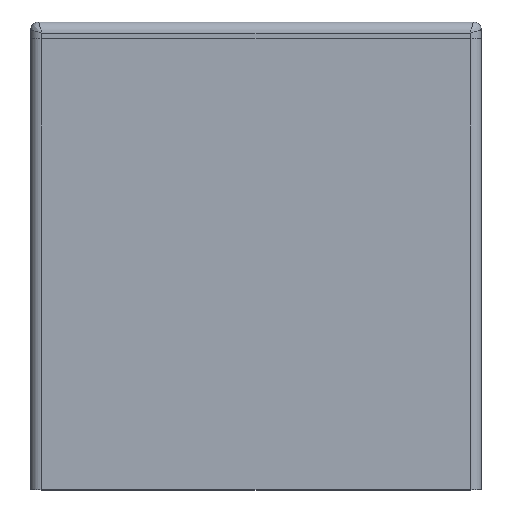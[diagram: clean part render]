
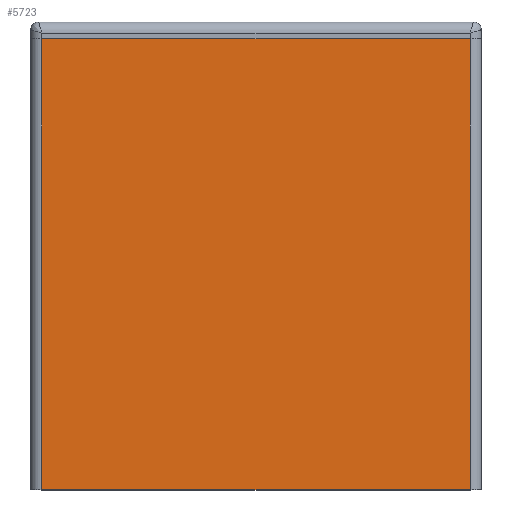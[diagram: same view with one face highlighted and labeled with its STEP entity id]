
A CAD part, top view. The second image highlights one B-rep face of the part: STEP entity #5723.
In plain terms, the highlighted planar face has unit normal (0, 0, 1).
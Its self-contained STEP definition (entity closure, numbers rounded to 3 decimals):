
#208=PLANE('',#6224);
#400=FACE_OUTER_BOUND('',#750,.T.);
#750=EDGE_LOOP('',(#4351,#4352,#4353,#4354));
#1206=LINE('',#9102,#1738);
#1207=LINE('',#9106,#1739);
#1208=LINE('',#9108,#1740);
#1209=LINE('',#9109,#1741);
#1738=VECTOR('',#7270,101.6);
#1739=VECTOR('',#7275,96.52);
#1740=VECTOR('',#7276,101.6);
#1741=VECTOR('',#7277,96.52);
#2619=VERTEX_POINT('',#9099);
#2620=VERTEX_POINT('',#9101);
#2621=VERTEX_POINT('',#9105);
#2622=VERTEX_POINT('',#9107);
#3260=EDGE_CURVE('',#2620,#2619,#1206,.F.);
#3262=EDGE_CURVE('',#2621,#2619,#1207,.T.);
#3263=EDGE_CURVE('',#2621,#2622,#1208,.T.);
#3264=EDGE_CURVE('',#2622,#2620,#1209,.T.);
#4351=ORIENTED_EDGE('',*,*,#3262,.F.);
#4352=ORIENTED_EDGE('',*,*,#3263,.T.);
#4353=ORIENTED_EDGE('',*,*,#3264,.T.);
#4354=ORIENTED_EDGE('',*,*,#3260,.T.);
#5723=ADVANCED_FACE('',(#400),#208,.F.);
#6224=AXIS2_PLACEMENT_3D('',#9104,#7273,#7274);
#7270=DIRECTION('',(0.,-1.,0.));
#7273=DIRECTION('center_axis',(0.,0.,-1.));
#7274=DIRECTION('ref_axis',(-1.,0.,0.));
#7275=DIRECTION('',(1.,0.,0.));
#7276=DIRECTION('',(0.,-1.,0.));
#7277=DIRECTION('',(1.,0.,0.));
#9099=CARTESIAN_POINT('',(99.06,101.6,63.5));
#9101=CARTESIAN_POINT('',(99.06,0.,63.5));
#9102=CARTESIAN_POINT('',(99.06,101.6,63.5));
#9104=CARTESIAN_POINT('Origin',(0.,101.6,63.5));
#9105=CARTESIAN_POINT('',(2.54,101.6,63.5));
#9106=CARTESIAN_POINT('',(2.54,101.6,63.5));
#9107=CARTESIAN_POINT('',(2.54,0.,63.5));
#9108=CARTESIAN_POINT('',(2.54,101.6,63.5));
#9109=CARTESIAN_POINT('',(2.54,0.,63.5));
